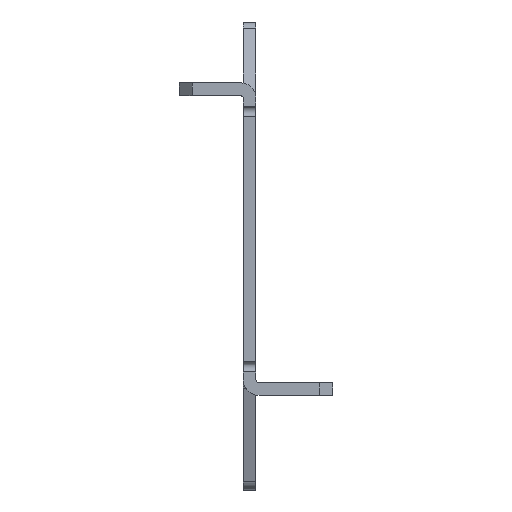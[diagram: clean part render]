
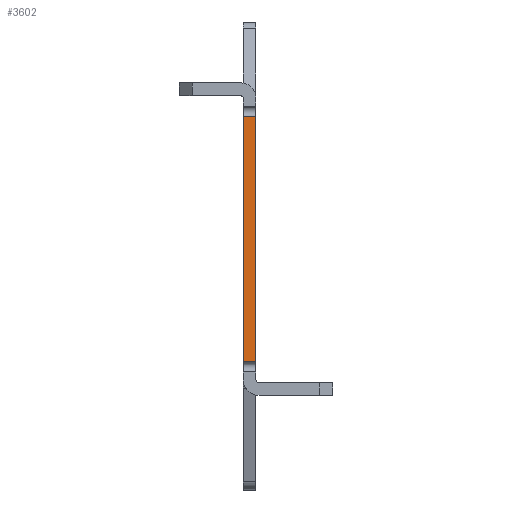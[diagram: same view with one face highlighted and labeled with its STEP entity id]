
A CAD part, left-side view. The second image highlights one B-rep face of the part: STEP entity #3602.
In plain terms, the highlighted planar face has unit normal (-1, 0, 0).
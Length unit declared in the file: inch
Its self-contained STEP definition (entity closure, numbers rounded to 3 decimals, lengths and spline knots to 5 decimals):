
#28=LINE('',#5663,#160);
#45=LINE('',#5718,#177);
#137=LINE('',#5932,#269);
#138=LINE('',#5934,#270);
#160=VECTOR('',#4753,2.4);
#177=VECTOR('',#4792,2.4);
#269=VECTOR('',#5000,0.125);
#270=VECTOR('',#5003,0.125);
#313=PLANE('',#4042);
#823=FACE_OUTER_BOUND('',#1333,.T.);
#1333=EDGE_LOOP('',(#3082,#3083,#3084,#3085));
#1849=VERTEX_POINT('',#5660);
#1850=VERTEX_POINT('',#5662);
#1876=VERTEX_POINT('',#5715);
#1877=VERTEX_POINT('',#5717);
#2185=EDGE_CURVE('',#1849,#1850,#28,.T.);
#2212=EDGE_CURVE('',#1877,#1876,#45,.T.);
#2327=EDGE_CURVE('',#1850,#1876,#137,.T.);
#2328=EDGE_CURVE('',#1877,#1849,#138,.T.);
#3082=ORIENTED_EDGE('',*,*,#2185,.F.);
#3083=ORIENTED_EDGE('',*,*,#2328,.F.);
#3084=ORIENTED_EDGE('',*,*,#2212,.T.);
#3085=ORIENTED_EDGE('',*,*,#2327,.F.);
#3602=ADVANCED_FACE('',(#823),#313,.F.);
#4042=AXIS2_PLACEMENT_3D('',#5956,#5040,#5041);
#4753=DIRECTION('',(0.,0.,1.));
#4792=DIRECTION('',(0.,0.,1.));
#5000=DIRECTION('',(0.,-1.,0.));
#5003=DIRECTION('',(0.,1.,0.));
#5040=DIRECTION('center_axis',(1.,0.,0.));
#5041=DIRECTION('ref_axis',(0.,0.,-1.));
#5660=CARTESIAN_POINT('',(-0.77642,0.47388,-0.29157));
#5662=CARTESIAN_POINT('',(-0.77642,0.47388,2.10843));
#5663=CARTESIAN_POINT('',(-0.77642,0.47388,-0.46657));
#5715=CARTESIAN_POINT('',(-0.77642,0.34888,2.10843));
#5717=CARTESIAN_POINT('',(-0.77642,0.34888,-0.29157));
#5718=CARTESIAN_POINT('',(-0.77642,0.34888,-0.46657));
#5932=CARTESIAN_POINT('',(-0.77642,1.09888,2.10843));
#5934=CARTESIAN_POINT('',(-0.77642,1.09888,-0.29157));
#5956=CARTESIAN_POINT('Origin',(-0.77642,-0.40112,-0.62157));
